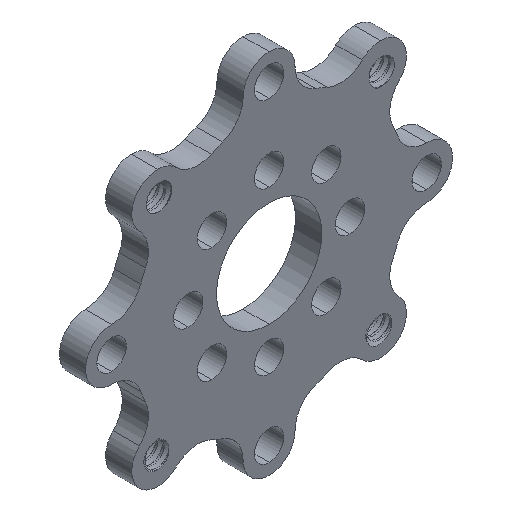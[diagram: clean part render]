
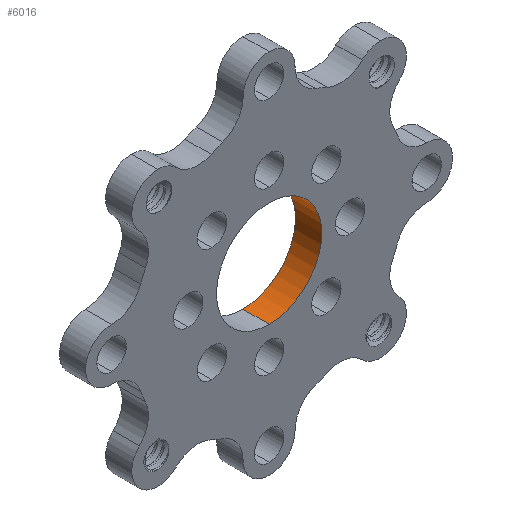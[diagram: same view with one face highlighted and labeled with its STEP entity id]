
A CAD part, isometric view. The second image highlights one B-rep face of the part: STEP entity #6016.
In plain terms, the highlighted cylindrical face has radius 6.363 mm (diameter 12.725 mm), a partial arc.
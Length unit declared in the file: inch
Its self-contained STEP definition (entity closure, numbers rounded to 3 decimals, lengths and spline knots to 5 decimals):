
#282 = AXIS2_PLACEMENT_3D ( 'NONE', #1545, #2936, #756 ) ;
#464 = CARTESIAN_POINT ( 'NONE',  ( 0., 0.125, 0. ) ) ;
#756 = DIRECTION ( 'NONE',  ( 0., 0., 1. ) ) ;
#809 = VERTEX_POINT ( 'NONE', #6848 ) ;
#1026 = AXIS2_PLACEMENT_3D ( 'NONE', #4690, #3882, #7074 ) ;
#1099 = CARTESIAN_POINT ( 'NONE',  ( 0., 0.125, 0.2505 ) ) ;
#1434 = CIRCLE ( 'NONE', #2387, 0.2505 ) ;
#1481 = ORIENTED_EDGE ( 'NONE', *, *, #8416, .F. ) ;
#1545 = CARTESIAN_POINT ( 'NONE',  ( 0., 0.125, 0. ) ) ;
#1777 = CARTESIAN_POINT ( 'NONE',  ( 0., 0.125, 0.2505 ) ) ;
#2387 = AXIS2_PLACEMENT_3D ( 'NONE', #464, #7997, #2674 ) ;
#2674 = DIRECTION ( 'NONE',  ( 0., 0., 1. ) ) ;
#2936 = DIRECTION ( 'NONE',  ( 0., 1., 0. ) ) ;
#3411 = EDGE_CURVE ( 'NONE', #809, #5452, #4835, .T. ) ;
#3563 = LINE ( 'NONE', #1777, #6184 ) ;
#3568 = CARTESIAN_POINT ( 'NONE',  ( 0., 0.125, -0.2505 ) ) ;
#3868 = VERTEX_POINT ( 'NONE', #1099 ) ;
#3882 = DIRECTION ( 'NONE',  ( 0., 1., 0. ) ) ;
#3929 = ORIENTED_EDGE ( 'NONE', *, *, #7076, .T. ) ;
#4194 = EDGE_LOOP ( 'NONE', ( #6041, #1481, #5655, #3929 ) ) ;
#4322 = DIRECTION ( 'NONE',  ( 0., 1., 0. ) ) ;
#4690 = CARTESIAN_POINT ( 'NONE',  ( 0., 0., 0. ) ) ;
#4736 = FACE_OUTER_BOUND ( 'NONE', #4194, .T. ) ;
#4808 = CARTESIAN_POINT ( 'NONE',  ( 0., 0., 0.2505 ) ) ;
#4835 = LINE ( 'NONE', #5809, #8985 ) ;
#5053 = EDGE_CURVE ( 'NONE', #7669, #3868, #3563, .T. ) ;
#5452 = VERTEX_POINT ( 'NONE', #3568 ) ;
#5655 = ORIENTED_EDGE ( 'NONE', *, *, #5053, .T. ) ;
#5809 = CARTESIAN_POINT ( 'NONE',  ( 0., 0.125, -0.2505 ) ) ;
#6016 = ADVANCED_FACE ( 'NONE', ( #4736 ), #6522, .F. ) ;
#6041 = ORIENTED_EDGE ( 'NONE', *, *, #3411, .F. ) ;
#6184 = VECTOR ( 'NONE', #8624, 39.37008 ) ;
#6522 = CYLINDRICAL_SURFACE ( 'NONE', #282, 0.2505 ) ;
#6848 = CARTESIAN_POINT ( 'NONE',  ( 0., 0., -0.2505 ) ) ;
#7074 = DIRECTION ( 'NONE',  ( 0., 0., 1. ) ) ;
#7076 = EDGE_CURVE ( 'NONE', #3868, #5452, #1434, .T. ) ;
#7669 = VERTEX_POINT ( 'NONE', #4808 ) ;
#7997 = DIRECTION ( 'NONE',  ( 0., 1., 0. ) ) ;
#8291 = CIRCLE ( 'NONE', #1026, 0.2505 ) ;
#8416 = EDGE_CURVE ( 'NONE', #7669, #809, #8291, .T. ) ;
#8624 = DIRECTION ( 'NONE',  ( 0., 1., 0. ) ) ;
#8985 = VECTOR ( 'NONE', #4322, 39.37008 ) ;
